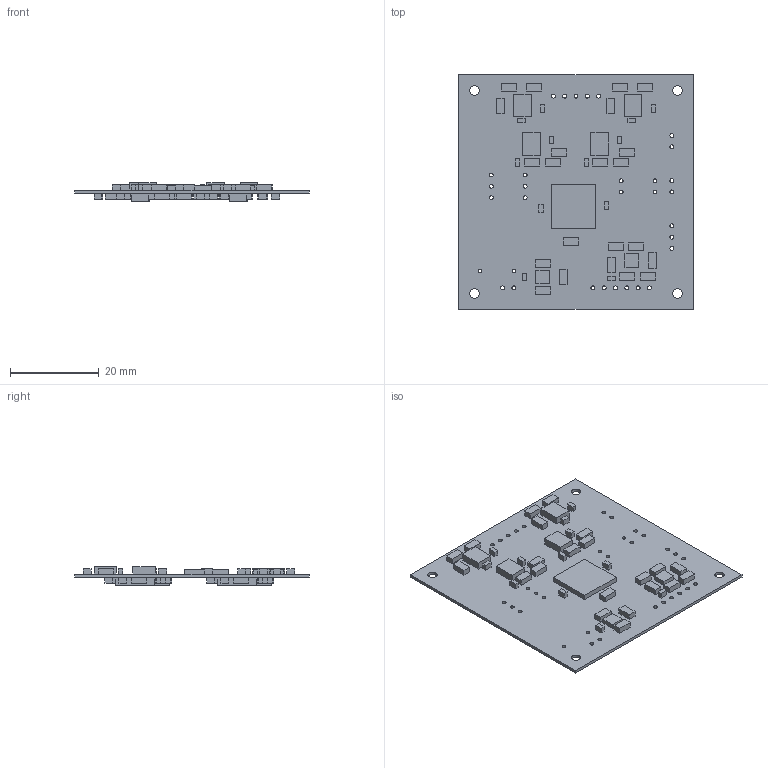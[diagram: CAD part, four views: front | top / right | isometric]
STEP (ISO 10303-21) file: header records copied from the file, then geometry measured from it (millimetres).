
FILE_DESCRIPTION(('Open CASCADE Model'),'2;1');
FILE_NAME('Open CASCADE Shape Model','2016-11-05T16:46:37',('Author'),( 'Open CASCADE'),'Open CASCADE STEP processor 6.8','Open CASCADE 6.8' ,'Unknown');
FILE_SCHEMA(('AUTOMOTIVE_DESIGN { 1 0 10303 214 1 1 1 1 }'));
Length unit declared in the file: millimetre
Products named in the file (119): PCB; Board; U7; 687946984; Extruded; U6; U4_Input2; 687947800; U4_Input1; U3_Drive2; U3_Drive1; U2_Filtering2; 687947664; U2_Filtering1; U1_Filtering2; U1_Filtering1; R27; 687947120; R26; 687947256; R25; R24; R23; R22_Input2; R22_Input1; R21_Input2; R21_Input1; R20_Input2; R20_Input1; R19_Drive2; R19_Drive1; R18_Drive2; R18_Drive1; R17_Drive2; R17_Drive1; R16_Filtering2; R16_Filtering1; R15_Filtering2; R15_Filtering1; R14_Filtering2 ...
Assembly tree (211 placements, depth 4):
  PCB
    Board
    U7
      687946984
        Extruded
    U6
      687946984
        Extruded
    U4_Input2
      687947800
        Extruded
    U4_Input1
      687947800
        Extruded
    U3_Drive2
      687947800
        Extruded
    U3_Drive1
      687947800
        Extruded
    U2_Filtering2
      687947664
        Extruded
    U2_Filtering1
      687947664
        Extruded
    U1_Filtering2
      687947664
        Extruded
    U1_Filtering1
      687947664
        Extruded
    R27
      687947120
        Extruded
    R26
      687947256
        Extruded
    R25
      687947120
        Extruded
    R24
      687947120
        Extruded
    R23
      687947120
        Extruded
    R22_Input2
      687947256
        Extruded
    R22_Input1
      687947256
        Extruded
    R21_Input2
      687947120
        Extruded
    R21_Input1
      687947120
        Extruded
    R20_Input2
Bounding box: 52.83 x 52.83 x 4.18 mm (x, y, z)
Volume: 2857.2 mm3; surface area: 8535.6 mm2
Topology: 102 solids, 102 shells, 648 faces, 1332 edges, 888 vertices
Faces by surface type: plane 612, cylinder 36
Full cylindrical faces by diameter (mm): 0.85 x12, 0.9 x20, 2.108 x4
Entity records: 8754 total; most frequent: CARTESIAN_POINT 1526, DIRECTION 1252, LINE 504, VECTOR 504, ORIENTED_EDGE 432, PCURVE 432, DEFINITIONAL_REPRESENTATION 432, AXIS2_PLACEMENT_3D 374
